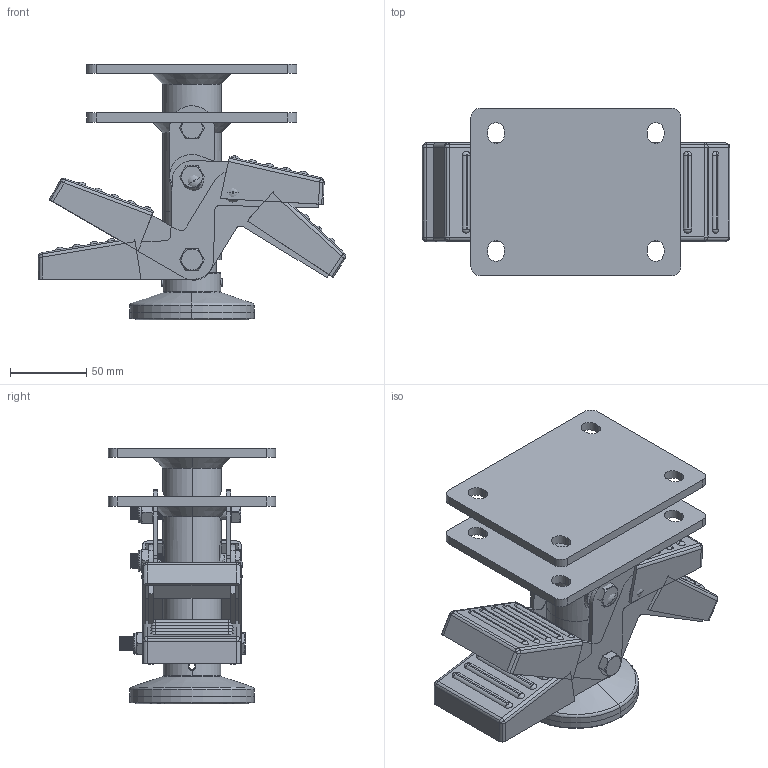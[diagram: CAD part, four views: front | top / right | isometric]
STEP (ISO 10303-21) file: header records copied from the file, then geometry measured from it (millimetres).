
FILE_DESCRIPTION(('STEP AP214'),'1');
FILE_NAME('BZTL1ISO.STEP','2021-10-05T11:05:17',(' '),(' '),'Spatial InterOp 3D',' ',' ');
FILE_SCHEMA(('AUTOMOTIVE_DESIGN { 1 0 10303 214 1 1 1 1 }'));
Length unit declared in the file: metre
Products named in the file (32): BZTL1ISO; ZINC PLATED PRESSED STEEL TRUCK LOCK; TOP PLATE; MIDDLE; BASE; RUBBER; CONNECTOR; Component1; PEDDLE; CONNECTORS; TUBE; BOLT; NUT; BOLT2; NUT2; PIN; BZTL1ISO EXTENDED; TOP PLATE2; MIDDLE2; BASE2; RUBBER2; CONNECTOR2; Component12; PEDDLE2; CONNECTORS2; TUBE2; BOLT3; NUT3; BOLT4; NUT4; PIN2
Assembly tree (31 placements, depth 3):
  BZTL1ISO
    BZTL1ISO
    ZINC PLATED PRESSED STEEL TRUCK LOCK
      TOP PLATE
      MIDDLE
      BASE
      RUBBER
      CONNECTOR
      Component1
      PEDDLE
      CONNECTORS
      TUBE
      BOLT
      NUT
      BOLT2
      NUT2
      PIN
    BZTL1ISO EXTENDED
      TOP PLATE2
      MIDDLE2
      BASE2
      RUBBER2
      CONNECTOR2
      Component12
      PEDDLE2
      CONNECTORS2
      TUBE2
      BOLT3
      NUT3
      BOLT4
      NUT4
      PIN2
Bounding box: 202.31 x 110 x 168 mm (x, y, z)
Volume: 611067.9 mm3; surface area: 347671.3 mm2
Topology: 38 solids, 38 shells, 1576 faces, 4063 edges, 2599 vertices
Faces by surface type: cylinder 792, plane 320, torus 144, bspline 128, cone 104, sphere 88
Entity records: 98456 total; most frequent: CARTESIAN_POINT 60717, ORIENTED_EDGE 8124, DIRECTION 7062, EDGE_CURVE 4062, AXIS2_PLACEMENT_3D 2829, VERTEX_POINT 2598, EDGE_LOOP 1720, ADVANCED_FACE 1576
